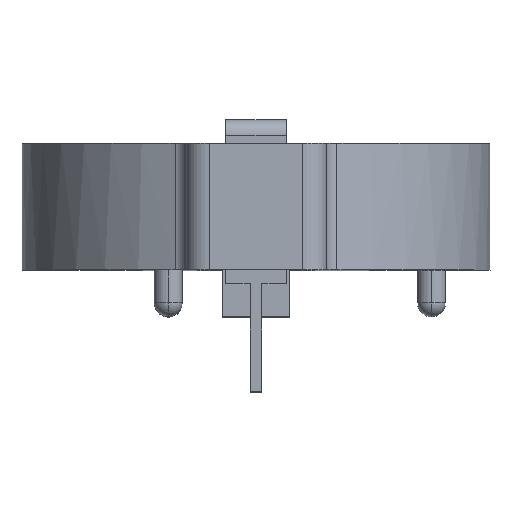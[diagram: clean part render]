
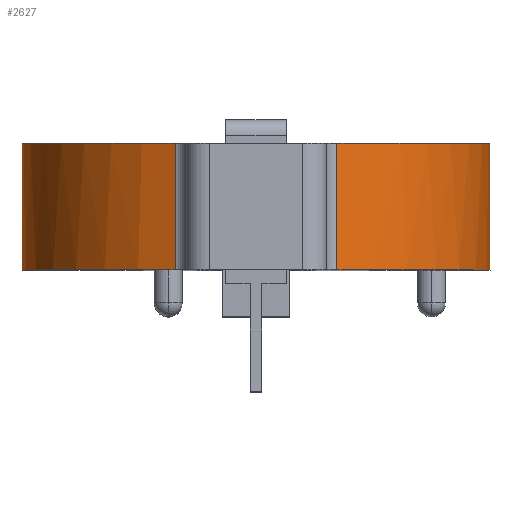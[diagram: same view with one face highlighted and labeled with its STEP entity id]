
A CAD part, top view. The second image highlights one B-rep face of the part: STEP entity #2627.
In plain terms, the highlighted cylindrical face has radius 12.7 mm (diameter 25.4 mm), a partial arc.
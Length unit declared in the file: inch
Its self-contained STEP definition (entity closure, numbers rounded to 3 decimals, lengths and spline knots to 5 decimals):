
#53 =( BOUNDED_CURVE ( )  B_SPLINE_CURVE ( 3, ( #134, #172, #347, #1671 ),
 .UNSPECIFIED., .F., .T. ) 
 B_SPLINE_CURVE_WITH_KNOTS ( ( 4, 4 ),
 ( 4.30491, 4.51103 ),
 .UNSPECIFIED. ) 
 CURVE ( )  GEOMETRIC_REPRESENTATION_ITEM ( )  RATIONAL_B_SPLINE_CURVE ( ( 1., 0.996, 0.996, 1. ) ) 
 REPRESENTATION_ITEM ( '' )  );
#63 = VERTEX_POINT ( 'NONE', #2697 ) ;
#80 = CARTESIAN_POINT ( 'NONE',  ( 0.1729, -1.25399, 0.46916 ) ) ;
#97 = VERTEX_POINT ( 'NONE', #1465 ) ;
#134 = CARTESIAN_POINT ( 'NONE',  ( -0.45906, 0.1, -0.19815 ) ) ;
#172 = CARTESIAN_POINT ( 'NONE',  ( -0.4727, 0.15473, -0.16655 ) ) ;
#245 = DIRECTION ( 'NONE',  ( 0., 1., 0. ) ) ;
#258 = EDGE_CURVE ( 'NONE', #864, #63, #2744, .T. ) ;
#298 = VERTEX_POINT ( 'NONE', #1536 ) ;
#303 = EDGE_CURVE ( 'NONE', #717, #63, #391, .T. ) ;
#347 = CARTESIAN_POINT ( 'NONE',  ( -0.48301, 0.2116, -0.13372 ) ) ;
#391 = CIRCLE ( 'NONE', #1237, 0.5 ) ;
#408 = ORIENTED_EDGE ( 'NONE', *, *, #2429, .F. ) ;
#498 = VECTOR ( 'NONE', #2646, 39.37008 ) ;
#507 = DIRECTION ( 'NONE',  ( 0., 1., 0. ) ) ;
#529 = FACE_OUTER_BOUND ( 'NONE', #1041, .T. ) ;
#698 = VECTOR ( 'NONE', #2173, 39.37008 ) ;
#708 = DIRECTION ( 'NONE',  ( 0., 0., 1. ) ) ;
#717 = VERTEX_POINT ( 'NONE', #2322 ) ;
#727 = AXIS2_PLACEMENT_3D ( 'NONE', #1133, #245, #1024 ) ;
#744 = DIRECTION ( 'NONE',  ( 0., 0., -1. ) ) ;
#756 = ORIENTED_EDGE ( 'NONE', *, *, #2580, .T. ) ;
#831 = ORIENTED_EDGE ( 'NONE', *, *, #303, .F. ) ;
#864 = VERTEX_POINT ( 'NONE', #1252 ) ;
#878 = CARTESIAN_POINT ( 'NONE',  ( 0.1729, 0.27, 0.46916 ) ) ;
#937 =( BOUNDED_CURVE ( )  B_SPLINE_CURVE ( 3, ( #2426, #1352, #2446, #1149 ),
 .UNSPECIFIED., .F., .T. ) 
 B_SPLINE_CURVE_WITH_KNOTS ( ( 4, 4 ),
 ( 4.30491, 4.51103 ),
 .UNSPECIFIED. ) 
 CURVE ( )  GEOMETRIC_REPRESENTATION_ITEM ( )  RATIONAL_B_SPLINE_CURVE ( ( 1., 0.996, 0.996, 1. ) ) 
 REPRESENTATION_ITEM ( '' )  );
#978 = CIRCLE ( 'NONE', #1685, 0.5 ) ;
#1010 = ORIENTED_EDGE ( 'NONE', *, *, #1387, .T. ) ;
#1024 = DIRECTION ( 'NONE',  ( 0., 0., 1. ) ) ;
#1041 = EDGE_LOOP ( 'NONE', ( #1010, #2626, #756, #2720, #2031, #2328, #831, #408 ) ) ;
#1043 = EDGE_CURVE ( 'NONE', #1518, #864, #2686, .T. ) ;
#1062 = EDGE_CURVE ( 'NONE', #298, #97, #937, .T. ) ;
#1082 = VERTEX_POINT ( 'NONE', #878 ) ;
#1096 = DIRECTION ( 'NONE',  ( 0., -1., 0. ) ) ;
#1133 = CARTESIAN_POINT ( 'NONE',  ( 0., -1.25399, 0. ) ) ;
#1149 = CARTESIAN_POINT ( 'NONE',  ( 0.4899, 0.27, -0.1 ) ) ;
#1237 = AXIS2_PLACEMENT_3D ( 'NONE', #2604, #2575, #2358 ) ;
#1252 = CARTESIAN_POINT ( 'NONE',  ( -0.1729, 0., 0.46916 ) ) ;
#1343 = CARTESIAN_POINT ( 'NONE',  ( 0., 0., 0. ) ) ;
#1352 = CARTESIAN_POINT ( 'NONE',  ( 0.4727, 0.15473, -0.16655 ) ) ;
#1387 = EDGE_CURVE ( 'NONE', #2105, #298, #978, .T. ) ;
#1431 = CARTESIAN_POINT ( 'NONE',  ( 0.1729, 0., 0.46916 ) ) ;
#1465 = CARTESIAN_POINT ( 'NONE',  ( 0.4899, 0.27, -0.1 ) ) ;
#1518 = VERTEX_POINT ( 'NONE', #1431 ) ;
#1536 = CARTESIAN_POINT ( 'NONE',  ( 0.45906, 0.1, -0.19815 ) ) ;
#1554 = CIRCLE ( 'NONE', #2610, 0.5 ) ;
#1590 = DIRECTION ( 'NONE',  ( 0., 0., 1. ) ) ;
#1626 = DIRECTION ( 'NONE',  ( 0., -1., 0. ) ) ;
#1671 = CARTESIAN_POINT ( 'NONE',  ( -0.4899, 0.27, -0.1 ) ) ;
#1677 = LINE ( 'NONE', #80, #498 ) ;
#1685 = AXIS2_PLACEMENT_3D ( 'NONE', #1815, #1626, #744 ) ;
#1767 = CARTESIAN_POINT ( 'NONE',  ( -0.1729, -1.25399, 0.46916 ) ) ;
#1815 = CARTESIAN_POINT ( 'NONE',  ( 0., 0.1, 0. ) ) ;
#1822 = CYLINDRICAL_SURFACE ( 'NONE', #727, 0.5 ) ;
#1846 = CARTESIAN_POINT ( 'NONE',  ( -0.45906, 0.1, -0.19815 ) ) ;
#2007 = CARTESIAN_POINT ( 'NONE',  ( 0., 0.27, 0. ) ) ;
#2031 = ORIENTED_EDGE ( 'NONE', *, *, #1043, .T. ) ;
#2105 = VERTEX_POINT ( 'NONE', #1846 ) ;
#2173 = DIRECTION ( 'NONE',  ( 0., 1., 0. ) ) ;
#2322 = CARTESIAN_POINT ( 'NONE',  ( -0.4899, 0.27, -0.1 ) ) ;
#2328 = ORIENTED_EDGE ( 'NONE', *, *, #258, .T. ) ;
#2358 = DIRECTION ( 'NONE',  ( 0., 0., 1. ) ) ;
#2393 = EDGE_CURVE ( 'NONE', #1518, #1082, #1677, .T. ) ;
#2426 = CARTESIAN_POINT ( 'NONE',  ( 0.45906, 0.1, -0.19815 ) ) ;
#2429 = EDGE_CURVE ( 'NONE', #2105, #717, #53, .T. ) ;
#2446 = CARTESIAN_POINT ( 'NONE',  ( 0.48301, 0.2116, -0.13372 ) ) ;
#2518 = AXIS2_PLACEMENT_3D ( 'NONE', #1343, #507, #1590 ) ;
#2575 = DIRECTION ( 'NONE',  ( 0., 1., 0. ) ) ;
#2580 = EDGE_CURVE ( 'NONE', #97, #1082, #1554, .T. ) ;
#2604 = CARTESIAN_POINT ( 'NONE',  ( 0., 0.27, 0. ) ) ;
#2610 = AXIS2_PLACEMENT_3D ( 'NONE', #2007, #1096, #708 ) ;
#2626 = ORIENTED_EDGE ( 'NONE', *, *, #1062, .T. ) ;
#2627 = ADVANCED_FACE ( 'NONE', ( #529 ), #1822, .T. ) ;
#2646 = DIRECTION ( 'NONE',  ( 0., 1., 0. ) ) ;
#2686 = CIRCLE ( 'NONE', #2518, 0.5 ) ;
#2697 = CARTESIAN_POINT ( 'NONE',  ( -0.1729, 0.27, 0.46916 ) ) ;
#2720 = ORIENTED_EDGE ( 'NONE', *, *, #2393, .F. ) ;
#2744 = LINE ( 'NONE', #1767, #698 ) ;
